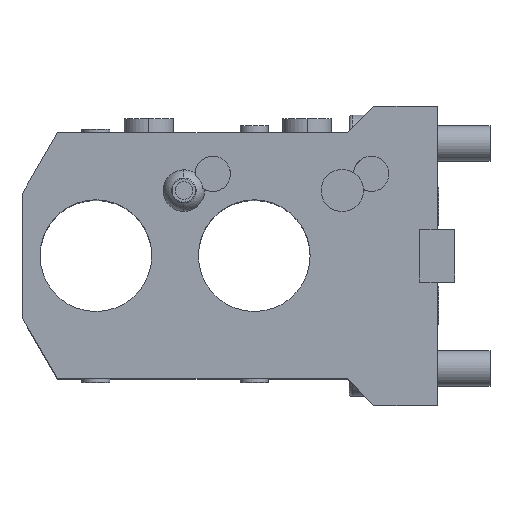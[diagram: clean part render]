
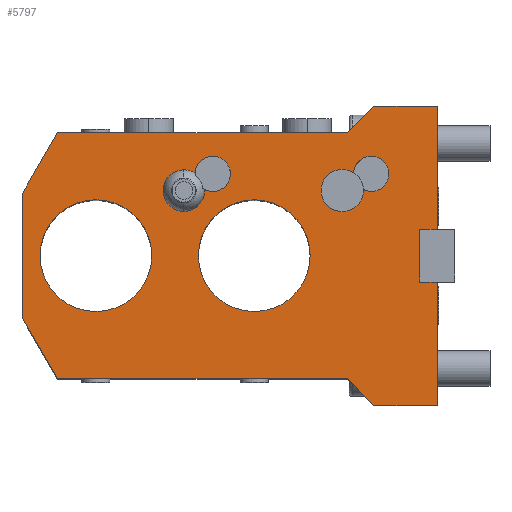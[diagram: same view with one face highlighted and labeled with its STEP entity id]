
A CAD part, top view. The second image highlights one B-rep face of the part: STEP entity #5797.
In plain terms, the highlighted planar face has unit normal (0, 0, 1).
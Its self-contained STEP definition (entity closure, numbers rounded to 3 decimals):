
#23=DIRECTION('',(0.,1.,0.));
#24=VECTOR('',#23,35.);
#25=CARTESIAN_POINT('',(0.,7.5,55.));
#26=LINE('',#25,#24);
#253=DIRECTION('',(0.,1.,0.));
#254=VECTOR('',#253,35.);
#255=CARTESIAN_POINT('',(0.,-42.5,55.));
#256=LINE('',#255,#254);
#341=DIRECTION('',(-1.,0.,0.));
#342=VECTOR('',#341,5.);
#343=CARTESIAN_POINT('',(0.,-7.5,55.));
#344=LINE('',#343,#342);
#345=DIRECTION('',(-1.,0.,0.));
#346=VECTOR('',#345,18.);
#347=CARTESIAN_POINT('',(0.,-42.5,55.));
#348=LINE('',#347,#346);
#349=DIRECTION('',(-0.707,0.707,0.));
#350=VECTOR('',#349,10.607);
#351=CARTESIAN_POINT('',(-18.,-42.5,55.));
#352=LINE('',#351,#350);
#353=DIRECTION('',(-1.,0.,0.));
#354=VECTOR('',#353,82.396);
#355=CARTESIAN_POINT('',(-25.5,-35.,55.));
#356=LINE('',#355,#354);
#357=DIRECTION('',(-0.5,0.866,0.));
#358=VECTOR('',#357,20.207);
#359=CARTESIAN_POINT('',(-107.896,-35.,55.));
#360=LINE('',#359,#358);
#361=DIRECTION('',(0.5,0.866,0.));
#362=VECTOR('',#361,20.207);
#363=CARTESIAN_POINT('',(-118.,17.5,55.));
#364=LINE('',#363,#362);
#365=DIRECTION('',(1.,0.,0.));
#366=VECTOR('',#365,82.396);
#367=CARTESIAN_POINT('',(-107.896,35.,55.));
#368=LINE('',#367,#366);
#369=DIRECTION('',(0.707,0.707,0.));
#370=VECTOR('',#369,10.607);
#371=CARTESIAN_POINT('',(-25.5,35.,55.));
#372=LINE('',#371,#370);
#373=DIRECTION('',(-1.,0.,0.));
#374=VECTOR('',#373,5.);
#375=CARTESIAN_POINT('',(0.,7.5,55.));
#376=LINE('',#375,#374);
#377=DIRECTION('',(0.,1.,0.));
#378=VECTOR('',#377,15.);
#379=CARTESIAN_POINT('',(-5.,-7.5,55.));
#380=LINE('',#379,#378);
#381=CARTESIAN_POINT('',(-97.,0.,55.));
#382=DIRECTION('',(0.,0.,1.));
#383=DIRECTION('',(0.,1.,0.));
#384=AXIS2_PLACEMENT_3D('',#381,#382,#383);
#386=CARTESIAN_POINT('',(-97.,0.,55.));
#387=DIRECTION('',(0.,0.,1.));
#388=DIRECTION('',(0.,-1.,0.));
#389=AXIS2_PLACEMENT_3D('',#386,#387,#388);
#391=CARTESIAN_POINT('',(-52.,0.,55.));
#392=DIRECTION('',(0.,0.,1.));
#393=DIRECTION('',(0.,1.,0.));
#394=AXIS2_PLACEMENT_3D('',#391,#392,#393);
#396=CARTESIAN_POINT('',(-52.,0.,55.));
#397=DIRECTION('',(0.,0.,1.));
#398=DIRECTION('',(0.,-1.,0.));
#399=AXIS2_PLACEMENT_3D('',#396,#397,#398);
#401=CARTESIAN_POINT('',(-27.,18.5,55.));
#402=DIRECTION('',(0.,0.,-1.));
#403=DIRECTION('',(0.,1.,0.));
#404=AXIS2_PLACEMENT_3D('',#401,#402,#403);
#406=CARTESIAN_POINT('',(-27.,18.5,55.));
#407=DIRECTION('',(0.,0.,-1.));
#408=DIRECTION('',(0.,-1.,0.));
#409=AXIS2_PLACEMENT_3D('',#406,#407,#408);
#411=CARTESIAN_POINT('',(-72.,18.5,55.));
#412=DIRECTION('',(0.,0.,-1.));
#413=DIRECTION('',(0.,1.,0.));
#414=AXIS2_PLACEMENT_3D('',#411,#412,#413);
#416=CARTESIAN_POINT('',(-72.,18.5,55.));
#417=DIRECTION('',(0.,0.,-1.));
#418=DIRECTION('',(0.,-1.,0.));
#419=AXIS2_PLACEMENT_3D('',#416,#417,#418);
#421=CARTESIAN_POINT('',(-72.,18.5,55.));
#422=DIRECTION('',(0.,0.,-1.));
#423=DIRECTION('',(0.936,0.353,0.));
#424=AXIS2_PLACEMENT_3D('',#421,#422,#423);
#426=CARTESIAN_POINT('',(-18.773,23.25,55.));
#427=DIRECTION('',(0.,0.,-1.));
#428=DIRECTION('',(0.,1.,0.));
#429=AXIS2_PLACEMENT_3D('',#426,#427,#428);
#431=CARTESIAN_POINT('',(-18.773,23.25,55.));
#432=DIRECTION('',(0.,0.,-1.));
#433=DIRECTION('',(0.,-1.,0.));
#434=AXIS2_PLACEMENT_3D('',#431,#432,#433);
#864=DIRECTION('',(0.,1.,0.));
#865=VECTOR('',#864,35.);
#866=CARTESIAN_POINT('',(-118.,-17.5,55.));
#867=LINE('',#866,#865);
#1534=DIRECTION('',(-1.,0.,0.));
#1535=VECTOR('',#1534,18.);
#1536=CARTESIAN_POINT('',(0.,42.5,55.));
#1537=LINE('',#1536,#1535);
#3465=CARTESIAN_POINT('',(-63.773,23.25,55.));
#3466=DIRECTION('',(0.,0.,-1.));
#3467=DIRECTION('',(-0.964,-0.266,0.));
#3468=AXIS2_PLACEMENT_3D('',#3465,#3466,#3467);
#3480=CARTESIAN_POINT('',(-67.436,22.241,55.));
#3525=CARTESIAN_POINT('',(-66.479,20.582,55.));
#4457=CARTESIAN_POINT('',(0.,42.5,55.));
#4459=VERTEX_POINT('',#4457);
#4462=CARTESIAN_POINT('',(0.,-42.5,55.));
#4464=VERTEX_POINT('',#4462);
#4466=CARTESIAN_POINT('',(-118.,17.5,55.));
#4468=VERTEX_POINT('',#4466);
#4470=CARTESIAN_POINT('',(-118.,-17.5,55.));
#4472=VERTEX_POINT('',#4470);
#4473=CARTESIAN_POINT('',(-18.,42.5,55.));
#4475=VERTEX_POINT('',#4473);
#4487=CARTESIAN_POINT('',(-18.,-42.5,55.));
#4488=VERTEX_POINT('',#4487);
#4489=CARTESIAN_POINT('',(-107.896,35.,55.));
#4490=VERTEX_POINT('',#4489);
#4491=CARTESIAN_POINT('',(-25.5,35.,55.));
#4492=VERTEX_POINT('',#4491);
#4493=CARTESIAN_POINT('',(-25.5,-35.,55.));
#4494=VERTEX_POINT('',#4493);
#4495=CARTESIAN_POINT('',(-107.896,-35.,55.));
#4496=VERTEX_POINT('',#4495);
#4505=CARTESIAN_POINT('',(-97.,15.875,55.));
#4506=CARTESIAN_POINT('',(-97.,-15.875,55.));
#4507=VERTEX_POINT('',#4505);
#4508=VERTEX_POINT('',#4506);
#4509=CARTESIAN_POINT('',(-52.,15.875,55.));
#4510=CARTESIAN_POINT('',(-52.,-15.875,55.));
#4511=VERTEX_POINT('',#4509);
#4512=VERTEX_POINT('',#4510);
#4555=CARTESIAN_POINT('',(0.,-7.5,55.));
#4556=CARTESIAN_POINT('',(-5.,-7.5,55.));
#4557=VERTEX_POINT('',#4555);
#4558=VERTEX_POINT('',#4556);
#4559=CARTESIAN_POINT('',(0.,7.5,55.));
#4560=CARTESIAN_POINT('',(-5.,7.5,55.));
#4561=VERTEX_POINT('',#4559);
#4562=VERTEX_POINT('',#4560);
#4755=CARTESIAN_POINT('',(-27.,24.401,55.));
#4756=CARTESIAN_POINT('',(-27.,12.599,55.));
#4757=VERTEX_POINT('',#4755);
#4758=VERTEX_POINT('',#4756);
#4775=CARTESIAN_POINT('',(-72.,12.599,55.));
#4776=CARTESIAN_POINT('',(-72.,24.401,55.));
#4777=VERTEX_POINT('',#4775);
#4778=VERTEX_POINT('',#4776);
#4783=VERTEX_POINT('',#3480);
#4786=VERTEX_POINT('',#3525);
#4817=CARTESIAN_POINT('',(-18.773,26.55,55.));
#4818=CARTESIAN_POINT('',(-18.773,19.95,55.));
#4819=VERTEX_POINT('',#4817);
#4820=VERTEX_POINT('',#4818);
#5732=CARTESIAN_POINT('',(0.,-42.5,55.));
#5733=DIRECTION('',(0.,0.,1.));
#5734=DIRECTION('',(0.,1.,0.));
#5735=AXIS2_PLACEMENT_3D('',#5732,#5733,#5734);
#5736=PLANE('',#5735);
#5737=ORIENTED_EDGE('',*,*,#5726,.F.);
#5738=ORIENTED_EDGE('',*,*,#5614,.F.);
#5740=ORIENTED_EDGE('',*,*,#5739,.T.);
#5742=ORIENTED_EDGE('',*,*,#5741,.T.);
#5744=ORIENTED_EDGE('',*,*,#5743,.T.);
#5746=ORIENTED_EDGE('',*,*,#5745,.T.);
#5748=ORIENTED_EDGE('',*,*,#5747,.T.);
#5750=ORIENTED_EDGE('',*,*,#5749,.T.);
#5752=ORIENTED_EDGE('',*,*,#5751,.T.);
#5754=ORIENTED_EDGE('',*,*,#5753,.T.);
#5756=ORIENTED_EDGE('',*,*,#5755,.F.);
#5757=ORIENTED_EDGE('',*,*,#5391,.F.);
#5759=ORIENTED_EDGE('',*,*,#5758,.T.);
#5760=ORIENTED_EDGE('',*,*,#5712,.F.);
#5761=EDGE_LOOP('',(#5737,#5738,#5740,#5742,#5744,#5746,#5748,#5750,#5752,#5754,
#5756,#5757,#5759,#5760));
#5762=FACE_OUTER_BOUND('',#5761,.F.);
#5764=ORIENTED_EDGE('',*,*,#5763,.T.);
#5766=ORIENTED_EDGE('',*,*,#5765,.T.);
#5767=EDGE_LOOP('',(#5764,#5766));
#5768=FACE_BOUND('',#5767,.F.);
#5770=ORIENTED_EDGE('',*,*,#5769,.T.);
#5772=ORIENTED_EDGE('',*,*,#5771,.T.);
#5773=EDGE_LOOP('',(#5770,#5772));
#5774=FACE_BOUND('',#5773,.F.);
#5776=ORIENTED_EDGE('',*,*,#5775,.F.);
#5778=ORIENTED_EDGE('',*,*,#5777,.F.);
#5779=EDGE_LOOP('',(#5776,#5778));
#5780=FACE_BOUND('',#5779,.F.);
#5782=ORIENTED_EDGE('',*,*,#5781,.F.);
#5784=ORIENTED_EDGE('',*,*,#5783,.F.);
#5786=ORIENTED_EDGE('',*,*,#5785,.F.);
#5788=ORIENTED_EDGE('',*,*,#5787,.F.);
#5789=EDGE_LOOP('',(#5782,#5784,#5786,#5788));
#5790=FACE_BOUND('',#5789,.F.);
#5792=ORIENTED_EDGE('',*,*,#5791,.F.);
#5794=ORIENTED_EDGE('',*,*,#5793,.F.);
#5795=EDGE_LOOP('',(#5792,#5794));
#5796=FACE_BOUND('',#5795,.F.);
#5797=ADVANCED_FACE('',(#5762,#5768,#5774,#5780,#5790,#5796),#5736,.T.);
#385=CIRCLE('',#384,15.875);
#390=CIRCLE('',#389,15.875);
#395=CIRCLE('',#394,15.875);
#400=CIRCLE('',#399,15.875);
#405=CIRCLE('',#404,5.901);
#410=CIRCLE('',#409,5.901);
#415=CIRCLE('',#414,5.901);
#420=CIRCLE('',#419,5.901);
#425=CIRCLE('',#424,5.901);
#430=CIRCLE('',#429,3.3);
#435=CIRCLE('',#434,3.3);
#3469=CIRCLE('',#3468,3.8);
#5391=EDGE_CURVE('',#4561,#4459,#26,.T.);
#5614=EDGE_CURVE('',#4464,#4557,#256,.T.);
#5712=EDGE_CURVE('',#4558,#4562,#380,.T.);
#5726=EDGE_CURVE('',#4557,#4558,#344,.T.);
#5739=EDGE_CURVE('',#4464,#4488,#348,.T.);
#5741=EDGE_CURVE('',#4488,#4494,#352,.T.);
#5743=EDGE_CURVE('',#4494,#4496,#356,.T.);
#5745=EDGE_CURVE('',#4496,#4472,#360,.T.);
#5747=EDGE_CURVE('',#4472,#4468,#867,.T.);
#5749=EDGE_CURVE('',#4468,#4490,#364,.T.);
#5751=EDGE_CURVE('',#4490,#4492,#368,.T.);
#5753=EDGE_CURVE('',#4492,#4475,#372,.T.);
#5755=EDGE_CURVE('',#4459,#4475,#1537,.T.);
#5758=EDGE_CURVE('',#4561,#4562,#376,.T.);
#5763=EDGE_CURVE('',#4507,#4508,#385,.T.);
#5765=EDGE_CURVE('',#4508,#4507,#390,.T.);
#5769=EDGE_CURVE('',#4511,#4512,#395,.T.);
#5771=EDGE_CURVE('',#4512,#4511,#400,.T.);
#5775=EDGE_CURVE('',#4757,#4758,#405,.T.);
#5777=EDGE_CURVE('',#4758,#4757,#410,.T.);
#5781=EDGE_CURVE('',#4783,#4786,#3469,.T.);
#5783=EDGE_CURVE('',#4778,#4783,#415,.T.);
#5785=EDGE_CURVE('',#4777,#4778,#420,.T.);
#5787=EDGE_CURVE('',#4786,#4777,#425,.T.);
#5791=EDGE_CURVE('',#4819,#4820,#430,.T.);
#5793=EDGE_CURVE('',#4820,#4819,#435,.T.);
